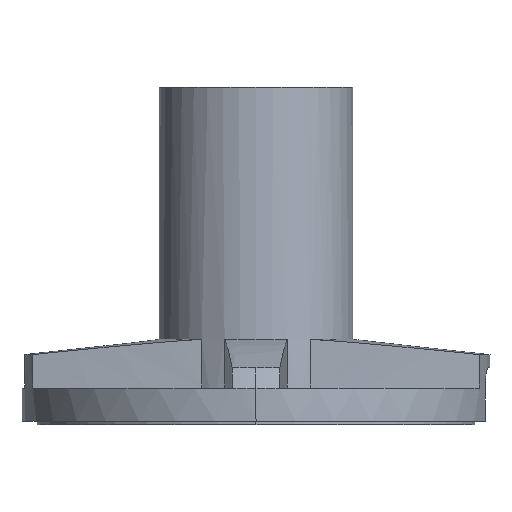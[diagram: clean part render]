
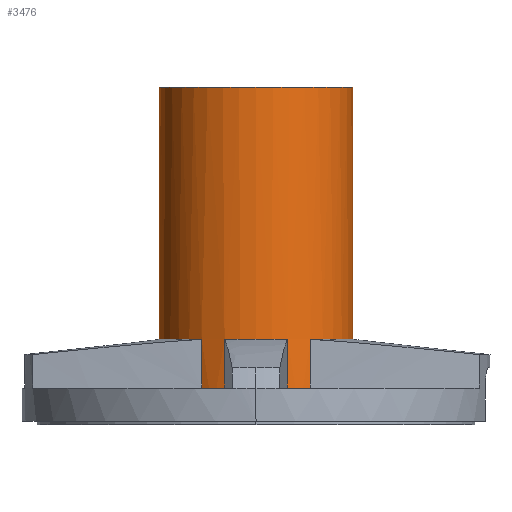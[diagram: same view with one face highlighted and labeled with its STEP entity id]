
A CAD part, left-side view. The second image highlights one B-rep face of the part: STEP entity #3476.
In plain terms, the highlighted cylindrical face has radius 14.5 mm (diameter 29 mm), a partial arc.
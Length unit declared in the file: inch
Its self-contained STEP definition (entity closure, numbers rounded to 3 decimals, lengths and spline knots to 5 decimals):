
#58 = DIRECTION ( 'NONE',  ( 0., 0., 1. ) ) ;
#138 = EDGE_CURVE ( 'NONE', #1386, #3223, #5027, .T. ) ;
#157 = CARTESIAN_POINT ( 'NONE',  ( 0., -0.57087, 1.9685 ) ) ;
#273 = ORIENTED_EDGE ( 'NONE', *, *, #1927, .F. ) ;
#390 = EDGE_CURVE ( 'NONE', #1206, #4353, #3448, .T. ) ;
#417 = AXIS2_PLACEMENT_3D ( 'NONE', #4435, #6450, #4021 ) ;
#483 = VECTOR ( 'NONE', #4126, 39.37008 ) ;
#487 = CARTESIAN_POINT ( 'NONE',  ( 0., 0., 1.9685 ) ) ;
#605 = CARTESIAN_POINT ( 'NONE',  ( -0.54004, 0.18504, 1.9685 ) ) ;
#616 = DIRECTION ( 'NONE',  ( 0., 1., 0. ) ) ;
#656 = VERTEX_POINT ( 'NONE', #4285 ) ;
#698 = DIRECTION ( 'NONE',  ( 0., 0., 1. ) ) ;
#728 = CARTESIAN_POINT ( 'NONE',  ( 0., -0.57087, 0.48346 ) ) ;
#766 = LINE ( 'NONE', #4249, #4722 ) ;
#859 = VECTOR ( 'NONE', #4063, 39.37008 ) ;
#903 = ORIENTED_EDGE ( 'NONE', *, *, #1111, .T. ) ;
#943 = CARTESIAN_POINT ( 'NONE',  ( -0.54004, 0.18504, 0.48346 ) ) ;
#1103 = AXIS2_PLACEMENT_3D ( 'NONE', #4646, #698, #3120 ) ;
#1111 = EDGE_CURVE ( 'NONE', #1818, #656, #6248, .T. ) ;
#1206 = VERTEX_POINT ( 'NONE', #3298 ) ;
#1245 = EDGE_CURVE ( 'NONE', #3082, #4788, #766, .T. ) ;
#1292 = EDGE_CURVE ( 'NONE', #2924, #3998, #3410, .T. ) ;
#1353 = ORIENTED_EDGE ( 'NONE', *, *, #1292, .T. ) ;
#1386 = VERTEX_POINT ( 'NONE', #5598 ) ;
#1539 = CARTESIAN_POINT ( 'NONE',  ( -0.47244, 0.32045, 1.9685 ) ) ;
#1558 = CARTESIAN_POINT ( 'NONE',  ( -0.54004, -0.18504, 0.19685 ) ) ;
#1607 = CARTESIAN_POINT ( 'NONE',  ( 0., -0.57087, 1.9685 ) ) ;
#1653 = EDGE_CURVE ( 'NONE', #2924, #3223, #6455, .T. ) ;
#1654 = ORIENTED_EDGE ( 'NONE', *, *, #4809, .T. ) ;
#1818 = VERTEX_POINT ( 'NONE', #5332 ) ;
#1827 = CARTESIAN_POINT ( 'NONE',  ( 0., 0.57087, 0.48346 ) ) ;
#1855 = ORIENTED_EDGE ( 'NONE', *, *, #138, .T. ) ;
#1873 = DIRECTION ( 'NONE',  ( 0., 1., 0. ) ) ;
#1927 = EDGE_CURVE ( 'NONE', #1818, #4788, #4384, .T. ) ;
#1929 = ORIENTED_EDGE ( 'NONE', *, *, #390, .T. ) ;
#2028 = AXIS2_PLACEMENT_3D ( 'NONE', #2063, #58, #4029 ) ;
#2054 = DIRECTION ( 'NONE',  ( 0., 1., 0. ) ) ;
#2063 = CARTESIAN_POINT ( 'NONE',  ( 0., 0., 0.48346 ) ) ;
#2095 = CIRCLE ( 'NONE', #4891, 0.57087 ) ;
#2202 = CARTESIAN_POINT ( 'NONE',  ( -0.54004, 0.18504, 0.19685 ) ) ;
#2251 = CARTESIAN_POINT ( 'NONE',  ( 0., 0., 0.19685 ) ) ;
#2299 = AXIS2_PLACEMENT_3D ( 'NONE', #4569, #6079, #616 ) ;
#2355 = CARTESIAN_POINT ( 'NONE',  ( -0.54004, -0.18504, 0.48346 ) ) ;
#2384 = CIRCLE ( 'NONE', #3515, 0.57087 ) ;
#2478 = DIRECTION ( 'NONE',  ( 0., 0., -1. ) ) ;
#2503 = EDGE_CURVE ( 'NONE', #3998, #3082, #6402, .T. ) ;
#2533 = EDGE_CURVE ( 'NONE', #2681, #5415, #5138, .T. ) ;
#2671 = DIRECTION ( 'NONE',  ( 0., 0., -1. ) ) ;
#2681 = VERTEX_POINT ( 'NONE', #157 ) ;
#2872 = EDGE_LOOP ( 'NONE', ( #5854, #1654, #1929, #5541, #1855, #5789, #1353, #3647, #4559, #273, #903, #5398 ) ) ;
#2924 = VERTEX_POINT ( 'NONE', #2202 ) ;
#3082 = VERTEX_POINT ( 'NONE', #2355 ) ;
#3083 = CYLINDRICAL_SURFACE ( 'NONE', #2299, 0.57087 ) ;
#3120 = DIRECTION ( 'NONE',  ( 0., 1., 0. ) ) ;
#3130 = DIRECTION ( 'NONE',  ( 0., 0., -1. ) ) ;
#3223 = VERTEX_POINT ( 'NONE', #3520 ) ;
#3298 = CARTESIAN_POINT ( 'NONE',  ( 0., 0.57087, 1.9685 ) ) ;
#3351 = VECTOR ( 'NONE', #6027, 39.37008 ) ;
#3410 = LINE ( 'NONE', #605, #859 ) ;
#3448 = LINE ( 'NONE', #6154, #5970 ) ;
#3476 = ADVANCED_FACE ( 'NONE', ( #6441 ), #3083, .T. ) ;
#3515 = AXIS2_PLACEMENT_3D ( 'NONE', #6335, #4288, #1873 ) ;
#3520 = CARTESIAN_POINT ( 'NONE',  ( -0.47244, 0.32045, 0.19685 ) ) ;
#3647 = ORIENTED_EDGE ( 'NONE', *, *, #2503, .T. ) ;
#3925 = VECTOR ( 'NONE', #2478, 39.37008 ) ;
#3998 = VERTEX_POINT ( 'NONE', #943 ) ;
#4021 = DIRECTION ( 'NONE',  ( 0., 1., 0. ) ) ;
#4029 = DIRECTION ( 'NONE',  ( 0., 1., 0. ) ) ;
#4063 = DIRECTION ( 'NONE',  ( 0., 0., 1. ) ) ;
#4126 = DIRECTION ( 'NONE',  ( 0., 0., 1. ) ) ;
#4179 = EDGE_CURVE ( 'NONE', #4353, #1386, #5597, .T. ) ;
#4249 = CARTESIAN_POINT ( 'NONE',  ( -0.54004, -0.18504, 1.9685 ) ) ;
#4285 = CARTESIAN_POINT ( 'NONE',  ( -0.47244, -0.32045, 0.48346 ) ) ;
#4288 = DIRECTION ( 'NONE',  ( 0., 0., 1. ) ) ;
#4353 = VERTEX_POINT ( 'NONE', #1827 ) ;
#4384 = CIRCLE ( 'NONE', #417, 0.57087 ) ;
#4393 = EDGE_CURVE ( 'NONE', #656, #5415, #2384, .T. ) ;
#4435 = CARTESIAN_POINT ( 'NONE',  ( 0., 0., 0.19685 ) ) ;
#4559 = ORIENTED_EDGE ( 'NONE', *, *, #1245, .T. ) ;
#4569 = CARTESIAN_POINT ( 'NONE',  ( 0., 0., 1.9685 ) ) ;
#4646 = CARTESIAN_POINT ( 'NONE',  ( 0., 0., 0.48346 ) ) ;
#4675 = CARTESIAN_POINT ( 'NONE',  ( -0.47244, -0.32045, 1.9685 ) ) ;
#4722 = VECTOR ( 'NONE', #3130, 39.37008 ) ;
#4767 = DIRECTION ( 'NONE',  ( 0., 0., -1. ) ) ;
#4788 = VERTEX_POINT ( 'NONE', #1558 ) ;
#4809 = EDGE_CURVE ( 'NONE', #2681, #1206, #2095, .T. ) ;
#4891 = AXIS2_PLACEMENT_3D ( 'NONE', #487, #5512, #2054 ) ;
#5027 = LINE ( 'NONE', #1539, #3925 ) ;
#5138 = LINE ( 'NONE', #1607, #3351 ) ;
#5219 = DIRECTION ( 'NONE',  ( 0., 1., 0. ) ) ;
#5332 = CARTESIAN_POINT ( 'NONE',  ( -0.47244, -0.32045, 0.19685 ) ) ;
#5398 = ORIENTED_EDGE ( 'NONE', *, *, #4393, .T. ) ;
#5415 = VERTEX_POINT ( 'NONE', #728 ) ;
#5512 = DIRECTION ( 'NONE',  ( 0., 0., -1. ) ) ;
#5541 = ORIENTED_EDGE ( 'NONE', *, *, #4179, .T. ) ;
#5597 = CIRCLE ( 'NONE', #1103, 0.57087 ) ;
#5598 = CARTESIAN_POINT ( 'NONE',  ( -0.47244, 0.32045, 0.48346 ) ) ;
#5789 = ORIENTED_EDGE ( 'NONE', *, *, #1653, .F. ) ;
#5854 = ORIENTED_EDGE ( 'NONE', *, *, #2533, .F. ) ;
#5970 = VECTOR ( 'NONE', #2671, 39.37008 ) ;
#6005 = AXIS2_PLACEMENT_3D ( 'NONE', #2251, #4767, #5219 ) ;
#6027 = DIRECTION ( 'NONE',  ( 0., 0., -1. ) ) ;
#6079 = DIRECTION ( 'NONE',  ( 0., 0., -1. ) ) ;
#6154 = CARTESIAN_POINT ( 'NONE',  ( 0., 0.57087, 1.9685 ) ) ;
#6248 = LINE ( 'NONE', #4675, #483 ) ;
#6335 = CARTESIAN_POINT ( 'NONE',  ( 0., 0., 0.48346 ) ) ;
#6402 = CIRCLE ( 'NONE', #2028, 0.57087 ) ;
#6441 = FACE_OUTER_BOUND ( 'NONE', #2872, .T. ) ;
#6450 = DIRECTION ( 'NONE',  ( 0., 0., -1. ) ) ;
#6455 = CIRCLE ( 'NONE', #6005, 0.57087 ) ;
